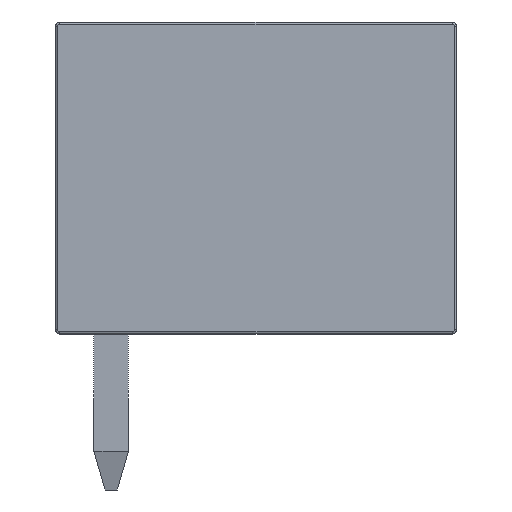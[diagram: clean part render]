
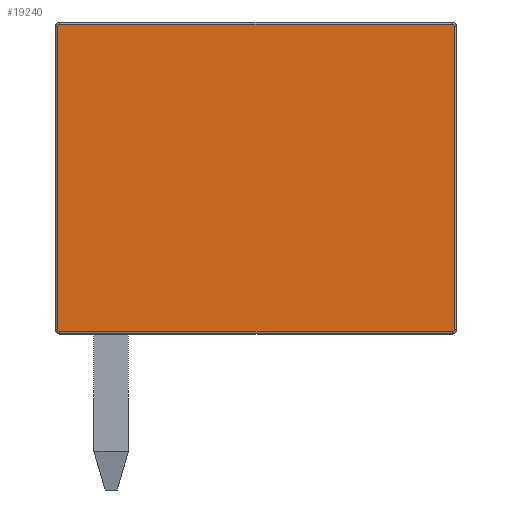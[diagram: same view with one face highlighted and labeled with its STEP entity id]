
A CAD part, left-side view. The second image highlights one B-rep face of the part: STEP entity #19240.
In plain terms, the highlighted planar face has unit normal (-1, 0, 0).
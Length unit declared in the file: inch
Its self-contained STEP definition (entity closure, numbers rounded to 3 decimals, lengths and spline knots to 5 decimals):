
#540=PLANE('',#20609);
#908=LINE('',#38272,#2219);
#909=LINE('',#38288,#2220);
#910=LINE('',#38307,#2221);
#912=LINE('',#38324,#2223);
#2219=VECTOR('',#23269,0.3937);
#2220=VECTOR('',#23278,0.3937);
#2221=VECTOR('',#23289,0.3937);
#2223=VECTOR('',#23299,0.3937);
#4142=FACE_OUTER_BOUND('',#5473,.T.);
#5473=EDGE_LOOP('',(#13579,#13580,#13581,#13582,#13583,#13584,#13585,#13586));
#6830=CIRCLE('',#20593,0.00197);
#6833=CIRCLE('',#20597,0.00197);
#6836=CIRCLE('',#20601,0.00197);
#6840=CIRCLE('',#20606,0.00197);
#8654=VERTEX_POINT('',#38264);
#8655=VERTEX_POINT('',#38266);
#8656=VERTEX_POINT('',#38270);
#8657=VERTEX_POINT('',#38282);
#8658=VERTEX_POINT('',#38286);
#8660=VERTEX_POINT('',#38299);
#8662=VERTEX_POINT('',#38305);
#8664=VERTEX_POINT('',#38319);
#10446=EDGE_CURVE('',#8655,#8654,#6830,.T.);
#10448=EDGE_CURVE('',#8656,#8655,#908,.T.);
#10450=EDGE_CURVE('',#8657,#8656,#6833,.T.);
#10452=EDGE_CURVE('',#8658,#8657,#909,.T.);
#10454=EDGE_CURVE('',#8660,#8658,#6836,.T.);
#10457=EDGE_CURVE('',#8662,#8660,#910,.T.);
#10460=EDGE_CURVE('',#8664,#8662,#6840,.T.);
#10462=EDGE_CURVE('',#8654,#8664,#912,.T.);
#13579=ORIENTED_EDGE('',*,*,#10446,.F.);
#13580=ORIENTED_EDGE('',*,*,#10448,.F.);
#13581=ORIENTED_EDGE('',*,*,#10450,.F.);
#13582=ORIENTED_EDGE('',*,*,#10452,.F.);
#13583=ORIENTED_EDGE('',*,*,#10454,.F.);
#13584=ORIENTED_EDGE('',*,*,#10457,.F.);
#13585=ORIENTED_EDGE('',*,*,#10460,.F.);
#13586=ORIENTED_EDGE('',*,*,#10462,.F.);
#19240=ADVANCED_FACE('',(#4142),#540,.F.);
#20593=AXIS2_PLACEMENT_3D('',#38268,#23263,#23264);
#20597=AXIS2_PLACEMENT_3D('',#38284,#23272,#23273);
#20601=AXIS2_PLACEMENT_3D('',#38301,#23281,#23282);
#20606=AXIS2_PLACEMENT_3D('',#38321,#23293,#23294);
#20609=AXIS2_PLACEMENT_3D('',#38326,#23301,#23302);
#23263=DIRECTION('center_axis',(1.,0.,0.));
#23264=DIRECTION('ref_axis',(0.,-0.707,0.707));
#23269=DIRECTION('',(0.,-1.,0.));
#23272=DIRECTION('center_axis',(1.,0.,0.));
#23273=DIRECTION('ref_axis',(0.,0.707,0.707));
#23278=DIRECTION('',(0.,0.,1.));
#23281=DIRECTION('center_axis',(1.,0.,0.));
#23282=DIRECTION('ref_axis',(0.,0.707,-0.707));
#23289=DIRECTION('',(0.,1.,0.));
#23293=DIRECTION('center_axis',(1.,0.,0.));
#23294=DIRECTION('ref_axis',(0.,-0.707,-0.707));
#23299=DIRECTION('',(0.,0.,-1.));
#23301=DIRECTION('center_axis',(1.,0.,0.));
#23302=DIRECTION('ref_axis',(0.,0.,-1.));
#38264=CARTESIAN_POINT('',(-0.649,-0.30803,0.27606));
#38266=CARTESIAN_POINT('',(-0.649,-0.30606,0.27803));
#38268=CARTESIAN_POINT('Origin',(-0.649,-0.30606,0.27606));
#38270=CARTESIAN_POINT('',(-0.649,0.04606,0.27803));
#38272=CARTESIAN_POINT('',(-0.649,-0.31,0.27803));
#38282=CARTESIAN_POINT('',(-0.649,0.04803,0.27606));
#38284=CARTESIAN_POINT('Origin',(-0.649,0.04606,0.27606));
#38286=CARTESIAN_POINT('',(-0.649,0.04803,0.00394));
#38288=CARTESIAN_POINT('',(-0.649,0.04803,0.15253));
#38299=CARTESIAN_POINT('',(-0.649,0.04606,0.00197));
#38301=CARTESIAN_POINT('Origin',(-0.649,0.04606,0.00394));
#38305=CARTESIAN_POINT('',(-0.649,-0.30606,0.00197));
#38307=CARTESIAN_POINT('',(-0.649,-0.31,0.00197));
#38319=CARTESIAN_POINT('',(-0.649,-0.30803,0.00394));
#38321=CARTESIAN_POINT('Origin',(-0.649,-0.30606,0.00394));
#38324=CARTESIAN_POINT('',(-0.649,-0.30803,0.15253));
#38326=CARTESIAN_POINT('Origin',(-0.649,-0.31,0.30505));
